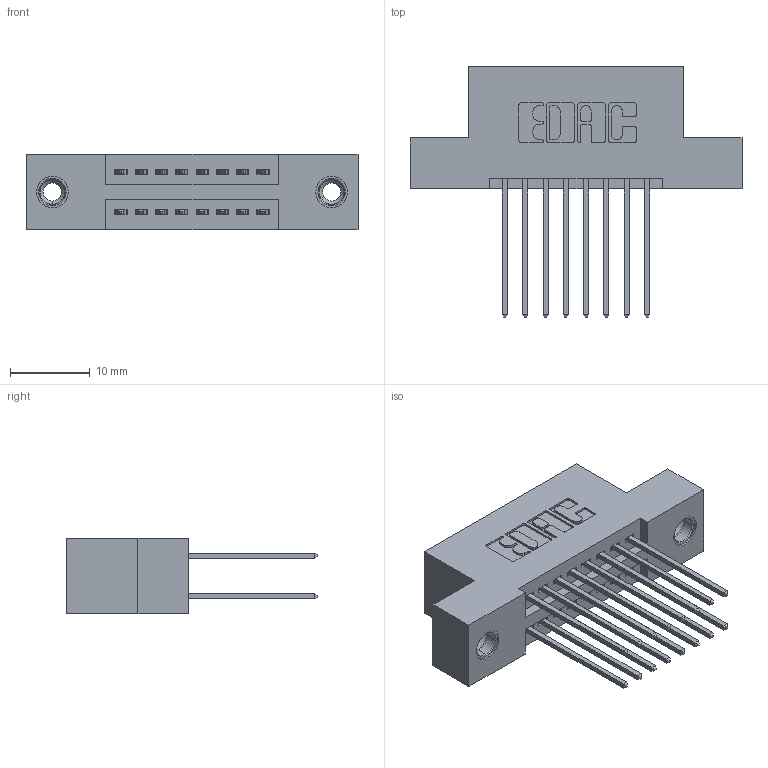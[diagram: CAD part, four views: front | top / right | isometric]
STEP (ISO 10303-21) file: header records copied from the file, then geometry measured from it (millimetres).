
FILE_DESCRIPTION (( 'STEP AP203' ), '1' );
FILE_NAME ('345-016-542-208.STEP', '2019-10-27T04:23:03', ( '' ), ( '' ), 'SwSTEP 2.0', 'SolidWorks 2016', '' );
FILE_SCHEMA (( 'CONFIG_CONTROL_DESIGN' ));
Length unit declared in the file: inch
Products named in the file (4): 345-250-001_345-250-003-102; 345 Part_Flush Mounting Lugs - 0.156 Dia-TI; 345-016-542-208; 345-292-001_345-293-142
Assembly tree (19 placements, depth 2):
  345-016-542-208
    345 Part_Flush Mounting Lugs - 0.156 Dia-TI
    345-292-001_345-293-142  x16
    345-250-001_345-250-003-102  x2
Bounding box: 41.53 x 31.29 x 9.4 mm (x, y, z)
Volume: 3786.6 mm3; surface area: 5300.8 mm2
Topology: 19 solids, 19 shells, 986 faces, 2861 edges, 1878 vertices
Faces by surface type: plane 640, cylinder 330, cone 12, torus 4
Entity records: 12058 total; most frequent: CARTESIAN_POINT 2035, ORIENTED_EDGE 1962, DIRECTION 1863, EDGE_CURVE 981, LINE 797, VECTOR 797, VERTEX_POINT 648, AXIS2_PLACEMENT_3D 533
